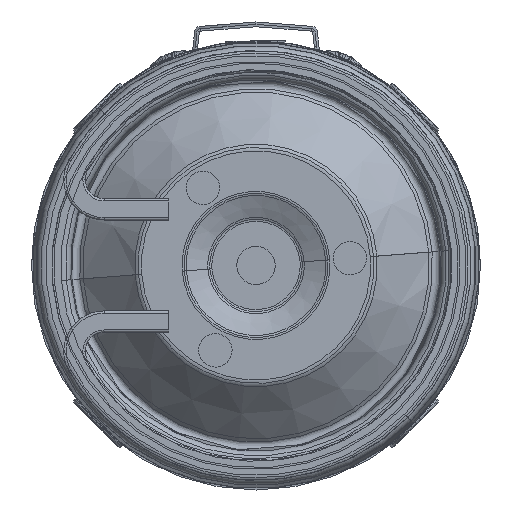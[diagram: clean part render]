
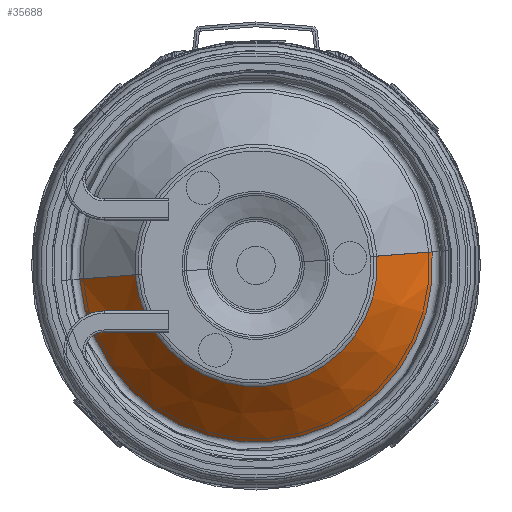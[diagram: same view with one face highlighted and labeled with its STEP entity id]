
A CAD part, front view. The second image highlights one B-rep face of the part: STEP entity #35688.
In plain terms, the highlighted conical face has half-angle 46.546 degrees and reference radius 25.375 mm.
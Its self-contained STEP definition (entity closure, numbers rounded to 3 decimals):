
#44 = AXIS2_PLACEMENT_3D ( 'NONE', #23129, #8714, #16921 ) ;
#575 = DIRECTION ( 'NONE',  ( 0., 0.688, 0.726 ) ) ;
#3367 = VECTOR ( 'NONE', #37077, 1000. ) ;
#3447 = VERTEX_POINT ( 'NONE', #4909 ) ;
#3774 = CARTESIAN_POINT ( 'NONE',  ( 0., 0.548, -25.376 ) ) ;
#4519 = CIRCLE ( 'NONE', #44, 25.376 ) ;
#4909 = CARTESIAN_POINT ( 'NONE',  ( 0., 0.548, 25.376 ) ) ;
#5860 = VERTEX_POINT ( 'NONE', #20609 ) ;
#8714 = DIRECTION ( 'NONE',  ( 0., 1., 0. ) ) ;
#9131 = AXIS2_PLACEMENT_3D ( 'NONE', #29478, #38705, #11240 ) ;
#9437 = EDGE_CURVE ( 'NONE', #3447, #34052, #16601, .T. ) ;
#10605 = EDGE_CURVE ( 'NONE', #5860, #34052, #35024, .T. ) ;
#11229 = VECTOR ( 'NONE', #575, 1000. ) ;
#11240 = DIRECTION ( 'NONE',  ( 0., 0., 1. ) ) ;
#12674 = ORIENTED_EDGE ( 'NONE', *, *, #32571, .T. ) ;
#16025 = DIRECTION ( 'NONE',  ( 0., 1., 0. ) ) ;
#16601 = LINE ( 'NONE', #31056, #11229 ) ;
#16783 = CARTESIAN_POINT ( 'NONE',  ( 0., 0.548, -25.376 ) ) ;
#16829 = CONICAL_SURFACE ( 'NONE', #9131, 25.376, 0.812 ) ;
#16921 = DIRECTION ( 'NONE',  ( 0., 0., 1. ) ) ;
#17860 = VERTEX_POINT ( 'NONE', #16783 ) ;
#19211 = CARTESIAN_POINT ( 'NONE',  ( 0., 11.526, 0. ) ) ;
#19413 = DIRECTION ( 'NONE',  ( 0., 0., 1. ) ) ;
#20609 = CARTESIAN_POINT ( 'NONE',  ( 0., 11.526, -36.962 ) ) ;
#21578 = AXIS2_PLACEMENT_3D ( 'NONE', #19211, #16025, #19413 ) ;
#23129 = CARTESIAN_POINT ( 'NONE',  ( 0., 0.548, 0. ) ) ;
#25607 = LINE ( 'NONE', #3774, #3367 ) ;
#26243 = FACE_OUTER_BOUND ( 'NONE', #28232, .T. ) ;
#26885 = CARTESIAN_POINT ( 'NONE',  ( 0., 11.526, 36.962 ) ) ;
#28232 = EDGE_LOOP ( 'NONE', ( #31488, #12674, #34526, #38559 ) ) ;
#29478 = CARTESIAN_POINT ( 'NONE',  ( 0., 0.548, 0. ) ) ;
#31056 = CARTESIAN_POINT ( 'NONE',  ( 0., 0.548, 25.376 ) ) ;
#31488 = ORIENTED_EDGE ( 'NONE', *, *, #35923, .F. ) ;
#32571 = EDGE_CURVE ( 'NONE', #17860, #3447, #4519, .T. ) ;
#34052 = VERTEX_POINT ( 'NONE', #26885 ) ;
#34526 = ORIENTED_EDGE ( 'NONE', *, *, #9437, .T. ) ;
#35024 = CIRCLE ( 'NONE', #21578, 36.962 ) ;
#35688 = ADVANCED_FACE ( 'NONE', ( #26243 ), #16829, .T. ) ;
#35923 = EDGE_CURVE ( 'NONE', #17860, #5860, #25607, .T. ) ;
#37077 = DIRECTION ( 'NONE',  ( 0., 0.688, -0.726 ) ) ;
#38559 = ORIENTED_EDGE ( 'NONE', *, *, #10605, .F. ) ;
#38705 = DIRECTION ( 'NONE',  ( 0., 1., 0. ) ) ;
